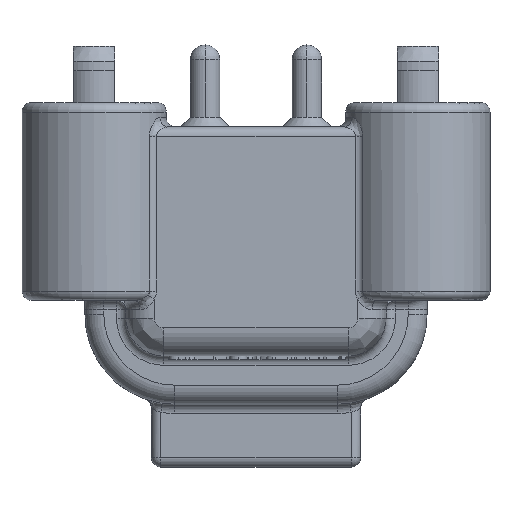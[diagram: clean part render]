
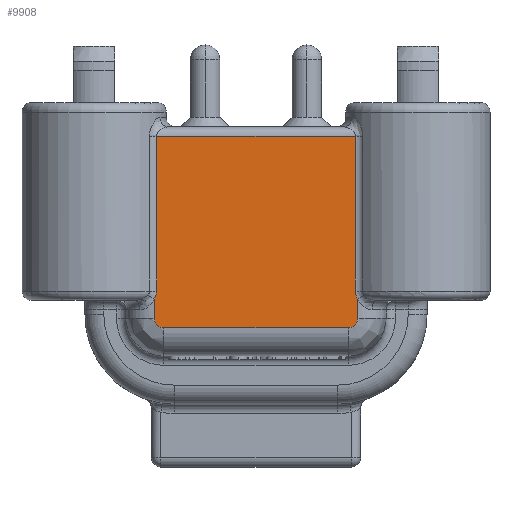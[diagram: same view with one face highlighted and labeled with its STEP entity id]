
A CAD part, front view. The second image highlights one B-rep face of the part: STEP entity #9908.
In plain terms, the highlighted planar face has unit normal (0, -1, 0).
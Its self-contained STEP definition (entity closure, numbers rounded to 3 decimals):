
#1=CARTESIAN_POINT('',(5.274,-6.99,-1.36));
#2=CARTESIAN_POINT('',(5.274,-6.99,-1.511));
#3=CARTESIAN_POINT('',(5.319,-6.99,-1.659));
#4=CARTESIAN_POINT('',(5.4,-6.99,-1.787));
#6=CARTESIAN_POINT('',(4.9,-6.99,-2.8));
#7=DIRECTION('',(0.,1.,0.));
#8=DIRECTION('',(1.,0.,0.));
#9=AXIS2_PLACEMENT_3D('',#6,#7,#8);
#11=CARTESIAN_POINT('',(-4.9,-6.99,-2.8));
#12=DIRECTION('',(0.,1.,0.));
#13=DIRECTION('',(0.,0.,-1.));
#14=AXIS2_PLACEMENT_3D('',#11,#12,#13);
#16=CARTESIAN_POINT('',(-5.4,-6.99,-1.787));
#17=CARTESIAN_POINT('',(-5.32,-6.99,-1.66));
#18=CARTESIAN_POINT('',(-5.274,-6.99,-1.512));
#19=CARTESIAN_POINT('',(-5.274,-6.99,-1.36));
#33=DIRECTION('',(-1.,0.,0.));
#34=VECTOR('',#33,10.547);
#35=CARTESIAN_POINT('',(5.274,-6.99,6.85));
#36=LINE('',#35,#34);
#1260=DIRECTION('',(0.,0.,-1.));
#1261=VECTOR('',#1260,8.21);
#1262=CARTESIAN_POINT('',(-5.274,-6.99,
6.85));
#1263=LINE('',#1262,#1261);
#1295=DIRECTION('',(0.,0.,-1.));
#1296=VECTOR('',#1295,1.013);
#1297=CARTESIAN_POINT('',(-5.4,-6.99,-1.787));
#1298=LINE('',#1297,#1296);
#1331=DIRECTION('',(1.,0.,0.));
#1332=VECTOR('',#1331,9.8);
#1333=CARTESIAN_POINT('',(-4.9,-6.99,-3.3));
#1334=LINE('',#1333,#1332);
#1354=DIRECTION('',(0.,0.,1.));
#1355=VECTOR('',#1354,1.013);
#1356=CARTESIAN_POINT('',(5.4,-6.99,-2.8));
#1357=LINE('',#1356,#1355);
#1778=DIRECTION('',(0.,0.,1.));
#1779=VECTOR('',#1778,8.21);
#1780=CARTESIAN_POINT('',(5.274,-6.99,-1.36));
#1781=LINE('',#1780,#1779);
#8448=CARTESIAN_POINT('',(5.274,-6.99,6.85));
#8449=CARTESIAN_POINT('',(-5.274,-6.99,
6.85));
#8450=VERTEX_POINT('',#8448);
#8451=VERTEX_POINT('',#8449);
#8452=CARTESIAN_POINT('',(5.274,-6.99,-1.36));
#8453=VERTEX_POINT('',#8452);
#8454=VERTEX_POINT('',#4);
#8455=CARTESIAN_POINT('',(5.4,-6.99,-2.8));
#8456=VERTEX_POINT('',#8455);
#8457=CARTESIAN_POINT('',(4.9,-6.99,-3.3));
#8458=VERTEX_POINT('',#8457);
#8459=CARTESIAN_POINT('',(-4.9,-6.99,-3.3));
#8460=VERTEX_POINT('',#8459);
#8461=CARTESIAN_POINT('',(-5.4,-6.99,-2.8));
#8462=VERTEX_POINT('',#8461);
#8463=CARTESIAN_POINT('',(-5.4,-6.99,-1.787));
#8464=VERTEX_POINT('',#8463);
#8465=VERTEX_POINT('',#19);
#9881=CARTESIAN_POINT('',(-4.9,-6.99,-2.8));
#9882=DIRECTION('',(0.,-1.,0.));
#9883=DIRECTION('',(0.,0.,-1.));
#9884=AXIS2_PLACEMENT_3D('',#9881,#9882,#9883);
#9885=PLANE('',#9884);
#9887=ORIENTED_EDGE('',*,*,#9886,.F.);
#9889=ORIENTED_EDGE('',*,*,#9888,.F.);
#9891=ORIENTED_EDGE('',*,*,#9890,.T.);
#9893=ORIENTED_EDGE('',*,*,#9892,.F.);
#9895=ORIENTED_EDGE('',*,*,#9894,.T.);
#9897=ORIENTED_EDGE('',*,*,#9896,.F.);
#9899=ORIENTED_EDGE('',*,*,#9898,.T.);
#9901=ORIENTED_EDGE('',*,*,#9900,.F.);
#9903=ORIENTED_EDGE('',*,*,#9902,.T.);
#9905=ORIENTED_EDGE('',*,*,#9904,.F.);
#9906=EDGE_LOOP('',(#9887,#9889,#9891,#9893,#9895,#9897,#9899,#9901,#9903,
#9905));
#9907=FACE_OUTER_BOUND('',#9906,.F.);
#9908=ADVANCED_FACE('',(#9907),#9885,.T.);
#5=B_SPLINE_CURVE_WITH_KNOTS('',3,(#1,#2,#3,#4),.UNSPECIFIED.,.F.,.F.,(4,4),(
0.,1.),.UNSPECIFIED.);
#10=CIRCLE('',#9,0.5);
#15=CIRCLE('',#14,0.5);
#20=B_SPLINE_CURVE_WITH_KNOTS('',3,(#16,#17,#18,#19),.UNSPECIFIED.,.F.,.F.,(4,
4),(0.,1.),.UNSPECIFIED.);
#9886=EDGE_CURVE('',#8450,#8451,#36,.T.);
#9888=EDGE_CURVE('',#8453,#8450,#1781,.T.);
#9890=EDGE_CURVE('',#8453,#8454,#5,.T.);
#9892=EDGE_CURVE('',#8456,#8454,#1357,.T.);
#9894=EDGE_CURVE('',#8456,#8458,#10,.T.);
#9896=EDGE_CURVE('',#8460,#8458,#1334,.T.);
#9898=EDGE_CURVE('',#8460,#8462,#15,.T.);
#9900=EDGE_CURVE('',#8464,#8462,#1298,.T.);
#9902=EDGE_CURVE('',#8464,#8465,#20,.T.);
#9904=EDGE_CURVE('',#8451,#8465,#1263,.T.);
